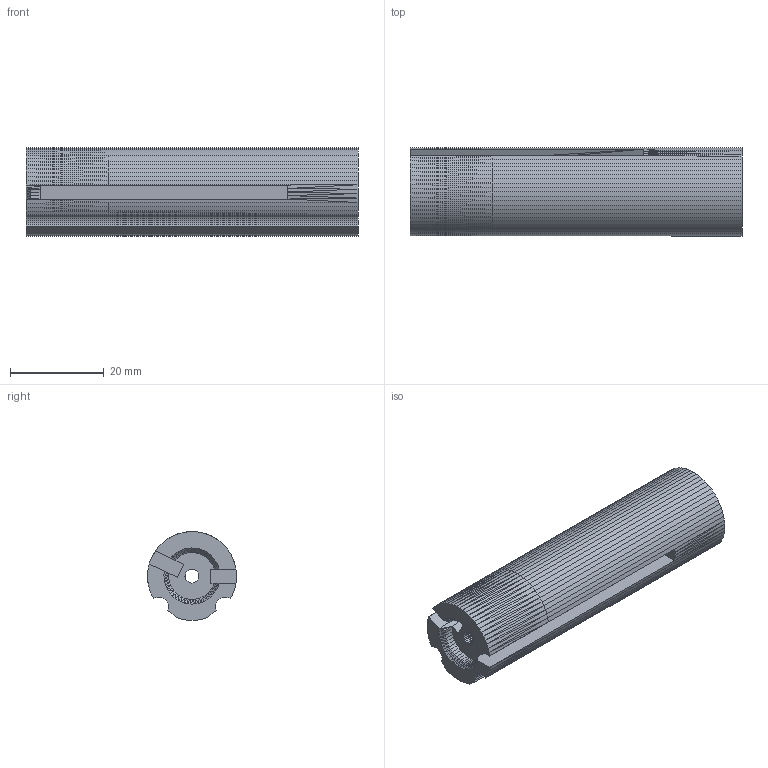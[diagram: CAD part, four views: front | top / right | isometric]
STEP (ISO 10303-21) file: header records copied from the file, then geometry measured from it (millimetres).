
FILE_DESCRIPTION(('FreeCAD Model'),'2;1');
FILE_NAME('Open CASCADE Shape Model','2024-05-29T15:26:58',('Author'),( ''),'Open CASCADE STEP processor 7.6','FreeCAD','Unknown');
FILE_SCHEMA(('AUTOMOTIVE_DESIGN { 1 0 10303 214 1 1 1 1 }'));
Length unit declared in the file: millimetre
Products named in the file (1): Orta_Aksam002 (Solid)
Bounding box: 71 x 19 x 18.99 mm (x, y, z)
Volume: 16133.8 mm3; surface area: 7019.3 mm2
Topology: 1 solids, 1 shells, 418 faces, 898 edges, 483 vertices
Faces by surface type: plane 418
Entity records: 10632 total; most frequent: CARTESIAN_POINT 1800, ORIENTED_EDGE 1796, DIRECTION 1736, EDGE_CURVE 898, LINE 898, VECTOR 898, VERTEX_POINT 483, FACE_BOUND 421
